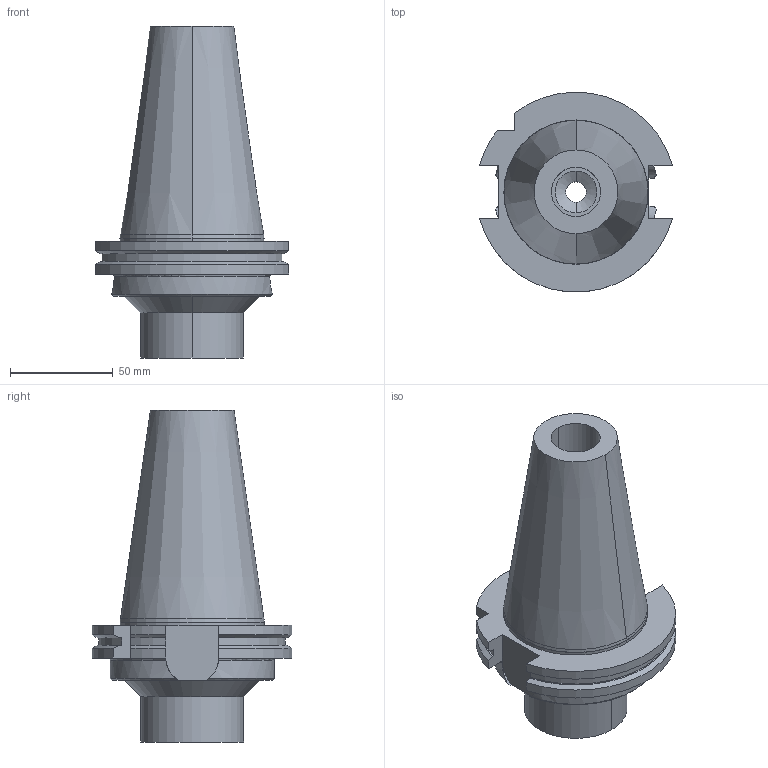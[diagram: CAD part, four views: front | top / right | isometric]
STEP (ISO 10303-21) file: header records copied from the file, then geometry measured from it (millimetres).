
FILE_DESCRIPTION((''),'2;1');
FILE_NAME('8423405078','2021-10-12T14:56:43',('thiemer'),(''),'CREO PARAMETRIC BY PTC INC, 2021164','CREO PARAMETRIC BY PTC INC, 2021164','');
FILE_SCHEMA(('AUTOMOTIVE_DESIGN { 1 0 10303 214 1 1 1 1 }'));
Length unit declared in the file: millimetre
Products named in the file (1): 8423405078
Bounding box: 94.05 x 97.31 x 161.75 mm (x, y, z)
Volume: 436001.8 mm3; surface area: 51829.4 mm2
Topology: 1 solids, 1 shells, 68 faces, 171 edges, 110 vertices
Faces by surface type: cylinder 27, plane 23, cone 16, torus 2
Entity records: 2972 total; most frequent: CARTESIAN_POINT 503, DIRECTION 389, ORIENTED_EDGE 342, PRESENTATION_STYLE_ASSIGNMENT 185, STYLED_ITEM 185, CURVE_STYLE 184, EDGE_CURVE 171, AXIS2_PLACEMENT_3D 150
